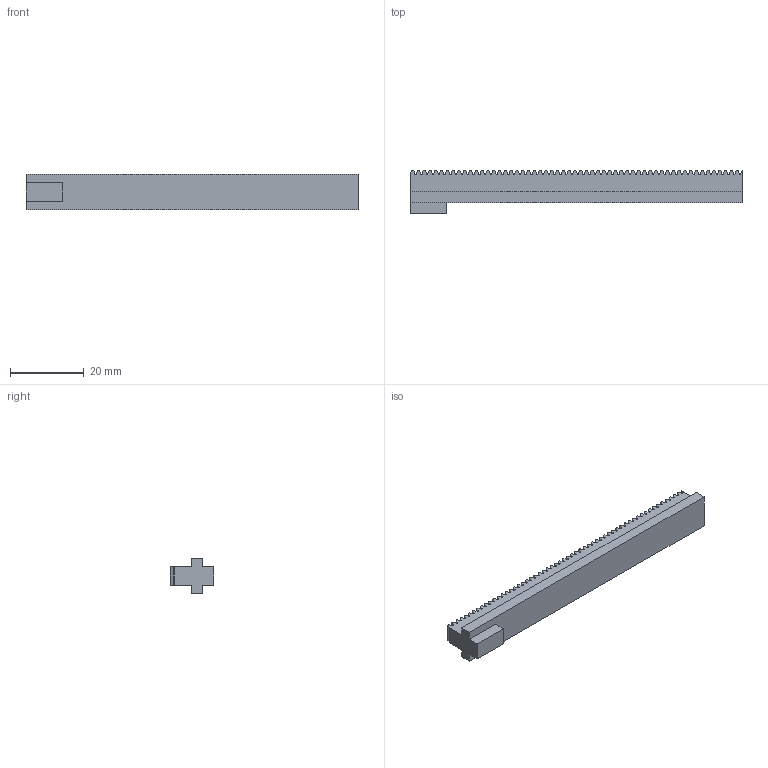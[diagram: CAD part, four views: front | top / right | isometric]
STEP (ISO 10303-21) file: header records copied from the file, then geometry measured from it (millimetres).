
FILE_DESCRIPTION (( 'STEP AP214' ), '1' );
FILE_NAME ('rack_90mm.STEP', '2025-08-01T07:00:34', ( '' ), ( '' ), 'SwSTEP 2.0', 'SolidWorks 2023', '' );
FILE_SCHEMA (( 'AUTOMOTIVE_DESIGN' ));
Length unit declared in the file: millimetre
Products named in the file (1): rack_90mm
Bounding box: 90 x 11.8 x 9.6 mm (x, y, z)
Volume: 5113 mm3; surface area: 3833.7 mm2
Topology: 1 solids, 1 shells, 471 faces, 1407 edges, 938 vertices
Faces by surface type: plane 242, cylinder 229
Entity records: 15982 total; most frequent: CARTESIAN_POINT 2817, ORIENTED_EDGE 2814, DIRECTION 2809, EDGE_CURVE 1407, VECTOR 949, LINE 949, VERTEX_POINT 938, AXIS2_PLACEMENT_3D 930
